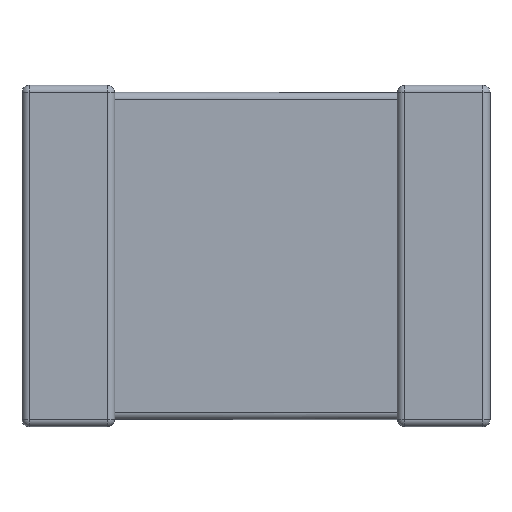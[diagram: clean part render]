
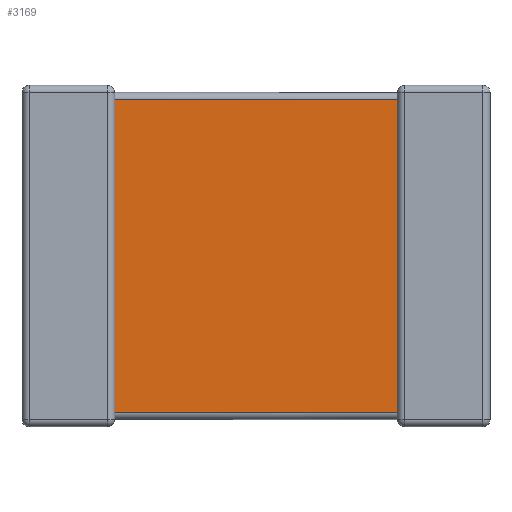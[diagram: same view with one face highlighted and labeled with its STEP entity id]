
A CAD part, front view. The second image highlights one B-rep face of the part: STEP entity #3169.
In plain terms, the highlighted planar face has unit normal (0, -1, 0).
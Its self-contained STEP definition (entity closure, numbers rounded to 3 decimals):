
#16 = VERTEX_POINT ( 'NONE', #1132 ) ;
#420 = VECTOR ( 'NONE', #782, 1000. ) ;
#421 = CARTESIAN_POINT ( 'NONE',  ( 3.85, 0.073, -3.354 ) ) ;
#521 = CARTESIAN_POINT ( 'NONE',  ( 0.95, 0.073, -3.5 ) ) ;
#563 = ORIENTED_EDGE ( 'NONE', *, *, #834, .T. ) ;
#749 = VERTEX_POINT ( 'NONE', #1772 ) ;
#757 = VECTOR ( 'NONE', #3117, 1000. ) ;
#782 = DIRECTION ( 'NONE',  ( -1., 0., 0. ) ) ;
#791 = EDGE_CURVE ( 'NONE', #16, #4428, #2629, .T. ) ;
#834 = EDGE_CURVE ( 'NONE', #4428, #749, #1864, .T. ) ;
#878 = EDGE_CURVE ( 'NONE', #1940, #16, #1810, .T. ) ;
#958 = CARTESIAN_POINT ( 'NONE',  ( 0.95, 0.073, -3.354 ) ) ;
#1091 = VECTOR ( 'NONE', #4277, 1000. ) ;
#1132 = CARTESIAN_POINT ( 'NONE',  ( 3.85, 0.073, -3.354 ) ) ;
#1206 = LINE ( 'NONE', #521, #4172 ) ;
#1477 = CARTESIAN_POINT ( 'NONE',  ( 0.95, 0.073, -0.146 ) ) ;
#1772 = CARTESIAN_POINT ( 'NONE',  ( 0.95, 0.073, -0.146 ) ) ;
#1810 = LINE ( 'NONE', #421, #1091 ) ;
#1854 = CARTESIAN_POINT ( 'NONE',  ( 3.85, 0.073, -0.146 ) ) ;
#1864 = LINE ( 'NONE', #1477, #420 ) ;
#1940 = VERTEX_POINT ( 'NONE', #958 ) ;
#1964 = PLANE ( 'NONE',  #2031 ) ;
#1984 = DIRECTION ( 'NONE',  ( 0., 0., -1. ) ) ;
#2031 = AXIS2_PLACEMENT_3D ( 'NONE', #4407, #4074, #1984 ) ;
#2509 = EDGE_CURVE ( 'NONE', #1940, #749, #1206, .T. ) ;
#2629 = LINE ( 'NONE', #3477, #757 ) ;
#2789 = ORIENTED_EDGE ( 'NONE', *, *, #791, .T. ) ;
#2989 = DIRECTION ( 'NONE',  ( 0., 0., 1. ) ) ;
#3093 = FACE_OUTER_BOUND ( 'NONE', #3220, .T. ) ;
#3117 = DIRECTION ( 'NONE',  ( 0., 0., 1. ) ) ;
#3169 = ADVANCED_FACE ( 'NONE', ( #3093 ), #1964, .T. ) ;
#3220 = EDGE_LOOP ( 'NONE', ( #3482, #3697, #2789, #563 ) ) ;
#3477 = CARTESIAN_POINT ( 'NONE',  ( 3.85, 0.073, -3.5 ) ) ;
#3482 = ORIENTED_EDGE ( 'NONE', *, *, #2509, .F. ) ;
#3697 = ORIENTED_EDGE ( 'NONE', *, *, #878, .T. ) ;
#4074 = DIRECTION ( 'NONE',  ( 0., -1., 0. ) ) ;
#4172 = VECTOR ( 'NONE', #2989, 1000. ) ;
#4277 = DIRECTION ( 'NONE',  ( 1., 0., 0. ) ) ;
#4407 = CARTESIAN_POINT ( 'NONE',  ( 0.95, 0.073, -3.5 ) ) ;
#4428 = VERTEX_POINT ( 'NONE', #1854 ) ;
